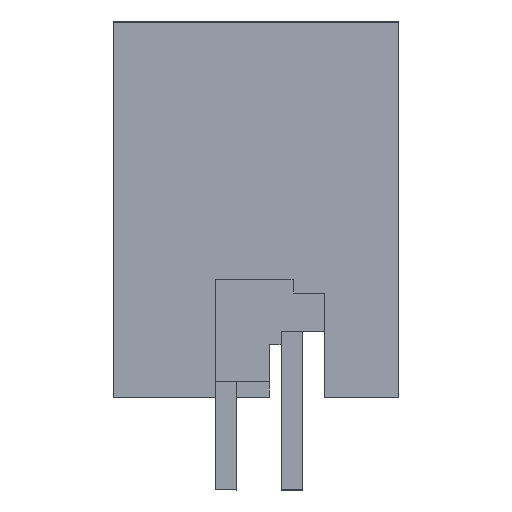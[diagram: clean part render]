
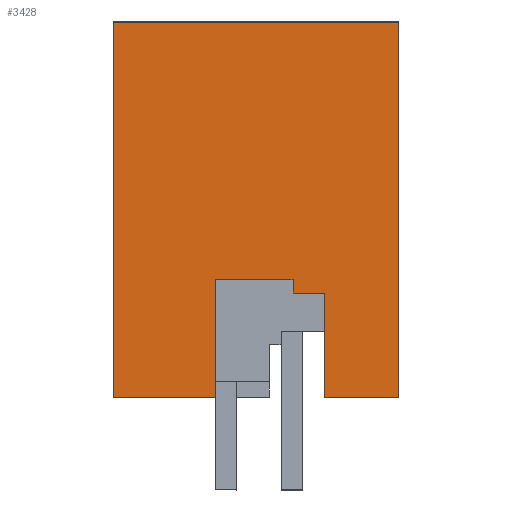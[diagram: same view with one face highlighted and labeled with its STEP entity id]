
A CAD part, left-side view. The second image highlights one B-rep face of the part: STEP entity #3428.
In plain terms, the highlighted planar face has unit normal (-1, 0, 0).
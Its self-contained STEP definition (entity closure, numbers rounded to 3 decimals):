
#3374=AXIS2_PLACEMENT_3D('Plane Axis2P3D',#3371,#3372,#3373) ;
#183=CARTESIAN_POINT('Vertex',(0.,10.8,17.7)) ;
#186=CARTESIAN_POINT('Line Origine',(0.,5.4,17.7)) ;
#190=CARTESIAN_POINT('Vertex',(0.,0.,17.7)) ;
#1671=CARTESIAN_POINT('Vertex',(0.,0.,3.5)) ;
#1674=CARTESIAN_POINT('Line Origine',(0.,0.,10.6)) ;
#1691=CARTESIAN_POINT('Line Origine',(0.,1.4,3.5)) ;
#1695=CARTESIAN_POINT('Vertex',(0.,2.8,3.5)) ;
#2247=CARTESIAN_POINT('Vertex',(0.,10.8,3.5)) ;
#2250=CARTESIAN_POINT('Line Origine',(0.,10.8,10.6)) ;
#3371=CARTESIAN_POINT('Axis2P3D Location',(0.,10.8,12.7)) ;
#3376=CARTESIAN_POINT('Line Origine',(0.,8.875,3.5)) ;
#3380=CARTESIAN_POINT('Vertex',(0.,6.95,3.5)) ;
#3383=CARTESIAN_POINT('Line Origine',(0.,6.95,5.725)) ;
#3387=CARTESIAN_POINT('Vertex',(0.,6.95,7.95)) ;
#3390=CARTESIAN_POINT('Line Origine',(0.,5.475,7.95)) ;
#3394=CARTESIAN_POINT('Vertex',(0.,4.,7.95)) ;
#3397=CARTESIAN_POINT('Line Origine',(0.,4.,7.7)) ;
#3401=CARTESIAN_POINT('Vertex',(0.,4.,7.45)) ;
#3404=CARTESIAN_POINT('Line Origine',(0.,3.4,7.45)) ;
#3408=CARTESIAN_POINT('Vertex',(0.,2.8,7.45)) ;
#3411=CARTESIAN_POINT('Line Origine',(0.,2.8,5.475)) ;
#187=DIRECTION('Vector Direction',(0.,-1.,0.)) ;
#1675=DIRECTION('Vector Direction',(0.,0.,1.)) ;
#1692=DIRECTION('Vector Direction',(0.,-1.,0.)) ;
#2251=DIRECTION('Vector Direction',(0.,0.,1.)) ;
#3372=DIRECTION('Axis2P3D Direction',(1.,0.,0.)) ;
#3373=DIRECTION('Axis2P3D XDirection',(0.,1.,0.)) ;
#3377=DIRECTION('Vector Direction',(0.,-1.,0.)) ;
#3384=DIRECTION('Vector Direction',(0.,0.,-1.)) ;
#3391=DIRECTION('Vector Direction',(0.,-1.,0.)) ;
#3398=DIRECTION('Vector Direction',(0.,0.,-1.)) ;
#3405=DIRECTION('Vector Direction',(0.,-1.,0.)) ;
#3412=DIRECTION('Vector Direction',(0.,0.,-1.)) ;
#188=VECTOR('Line Direction',#187,1.) ;
#1676=VECTOR('Line Direction',#1675,1.) ;
#1693=VECTOR('Line Direction',#1692,1.) ;
#2252=VECTOR('Line Direction',#2251,1.) ;
#3378=VECTOR('Line Direction',#3377,1.) ;
#3385=VECTOR('Line Direction',#3384,1.) ;
#3392=VECTOR('Line Direction',#3391,1.) ;
#3399=VECTOR('Line Direction',#3398,1.) ;
#3406=VECTOR('Line Direction',#3405,1.) ;
#3413=VECTOR('Line Direction',#3412,1.) ;
#3417=ORIENTED_EDGE('',*,*,#1697,.T.) ;
#3418=ORIENTED_EDGE('',*,*,#1678,.T.) ;
#3419=ORIENTED_EDGE('',*,*,#192,.F.) ;
#3420=ORIENTED_EDGE('',*,*,#2254,.F.) ;
#3421=ORIENTED_EDGE('',*,*,#3382,.T.) ;
#3422=ORIENTED_EDGE('',*,*,#3389,.F.) ;
#3423=ORIENTED_EDGE('',*,*,#3396,.T.) ;
#3424=ORIENTED_EDGE('',*,*,#3403,.T.) ;
#3425=ORIENTED_EDGE('',*,*,#3410,.T.) ;
#3426=ORIENTED_EDGE('',*,*,#3415,.T.) ;
#3428=ADVANCED_FACE('HOUSING',(#3427),#3375,.F.) ;
#192=EDGE_CURVE('',#184,#191,#189,.T.) ;
#1678=EDGE_CURVE('',#1672,#191,#1677,.T.) ;
#1697=EDGE_CURVE('',#1696,#1672,#1694,.T.) ;
#2254=EDGE_CURVE('',#2248,#184,#2253,.T.) ;
#3382=EDGE_CURVE('',#2248,#3381,#3379,.T.) ;
#3389=EDGE_CURVE('',#3388,#3381,#3386,.T.) ;
#3396=EDGE_CURVE('',#3388,#3395,#3393,.T.) ;
#3403=EDGE_CURVE('',#3395,#3402,#3400,.T.) ;
#3410=EDGE_CURVE('',#3402,#3409,#3407,.T.) ;
#3415=EDGE_CURVE('',#3409,#1696,#3414,.T.) ;
#3416=EDGE_LOOP('',(#3417,#3418,#3419,#3420,#3421,#3422,#3423,#3424,#3425,#3426)) ;
#3427=FACE_OUTER_BOUND('',#3416,.T.) ;
#189=LINE('Line',#186,#188) ;
#1677=LINE('Line',#1674,#1676) ;
#1694=LINE('Line',#1691,#1693) ;
#2253=LINE('Line',#2250,#2252) ;
#3379=LINE('Line',#3376,#3378) ;
#3386=LINE('Line',#3383,#3385) ;
#3393=LINE('Line',#3390,#3392) ;
#3400=LINE('Line',#3397,#3399) ;
#3407=LINE('Line',#3404,#3406) ;
#3414=LINE('Line',#3411,#3413) ;
#3375=PLANE('',#3374) ;
#184=VERTEX_POINT('',#183) ;
#191=VERTEX_POINT('',#190) ;
#1672=VERTEX_POINT('',#1671) ;
#1696=VERTEX_POINT('',#1695) ;
#2248=VERTEX_POINT('',#2247) ;
#3381=VERTEX_POINT('',#3380) ;
#3388=VERTEX_POINT('',#3387) ;
#3395=VERTEX_POINT('',#3394) ;
#3402=VERTEX_POINT('',#3401) ;
#3409=VERTEX_POINT('',#3408) ;
